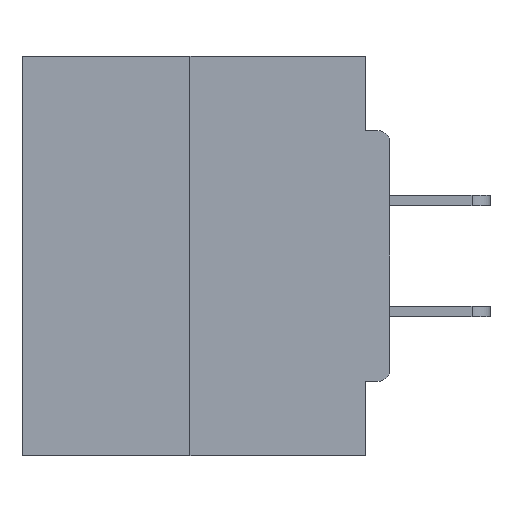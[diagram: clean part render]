
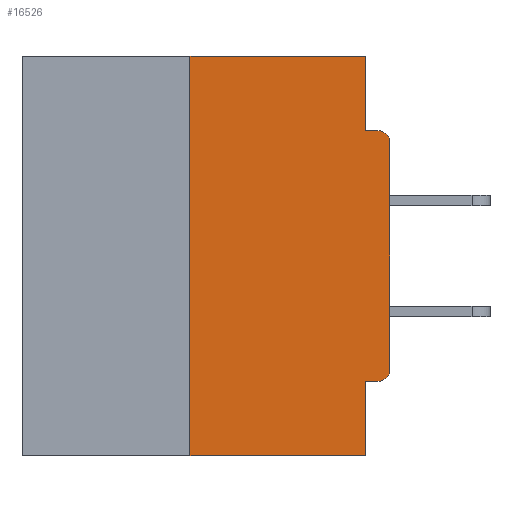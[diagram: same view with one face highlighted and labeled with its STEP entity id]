
A CAD part, left-side view. The second image highlights one B-rep face of the part: STEP entity #16526.
In plain terms, the highlighted planar face has unit normal (-1, 0, 0).
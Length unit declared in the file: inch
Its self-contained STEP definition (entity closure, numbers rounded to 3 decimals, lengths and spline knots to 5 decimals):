
#395 = VECTOR ( 'NONE', #31352, 39.37008 ) ;
#740 = DIRECTION ( 'NONE',  ( 0., -1., 0. ) ) ;
#1412 = EDGE_LOOP ( 'NONE', ( #37743, #9915, #17027, #22820, #1666, #32344, #23205, #36933, #24709, #9577 ) ) ;
#1566 = DIRECTION ( 'NONE',  ( 0., 1., 0. ) ) ;
#1666 = ORIENTED_EDGE ( 'NONE', *, *, #24843, .F. ) ;
#2076 = CARTESIAN_POINT ( 'NONE',  ( 0., 0.031, -0.5 ) ) ;
#2089 = VERTEX_POINT ( 'NONE', #7972 ) ;
#2911 = DIRECTION ( 'NONE',  ( 0., 0., 1. ) ) ;
#3112 = VECTOR ( 'NONE', #10804, 39.37008 ) ;
#3156 = CARTESIAN_POINT ( 'NONE',  ( 0., 0., -0.0935 ) ) ;
#3318 = VECTOR ( 'NONE', #1566, 39.37008 ) ;
#3588 = VERTEX_POINT ( 'NONE', #21279 ) ;
#3900 = EDGE_CURVE ( 'NONE', #26560, #14879, #24660, .T. ) ;
#5444 = AXIS2_PLACEMENT_3D ( 'NONE', #31956, #21160, #29944 ) ;
#5956 = DIRECTION ( 'NONE',  ( 0., 0., -1. ) ) ;
#6134 = LINE ( 'NONE', #32779, #23080 ) ;
#7723 = VECTOR ( 'NONE', #2911, 39.37008 ) ;
#7972 = CARTESIAN_POINT ( 'NONE',  ( 0., 0.031, 0. ) ) ;
#9577 = ORIENTED_EDGE ( 'NONE', *, *, #27345, .F. ) ;
#9651 = PLANE ( 'NONE',  #26909 ) ;
#9915 = ORIENTED_EDGE ( 'NONE', *, *, #3900, .F. ) ;
#10804 = DIRECTION ( 'NONE',  ( 0., -1., 0. ) ) ;
#10990 = CARTESIAN_POINT ( 'NONE',  ( 0., 0.46, 0. ) ) ;
#11641 = VECTOR ( 'NONE', #740, 39.37008 ) ;
#12171 = VERTEX_POINT ( 'NONE', #15351 ) ;
#12555 = DIRECTION ( 'NONE',  ( 0., 0., -1. ) ) ;
#12799 = LINE ( 'NONE', #2076, #395 ) ;
#12910 = CARTESIAN_POINT ( 'NONE',  ( 0., 0.031, -0.4065 ) ) ;
#13619 = CARTESIAN_POINT ( 'NONE',  ( 0., 0.46, -0.5 ) ) ;
#14663 = DIRECTION ( 'NONE',  ( 0., 0., 1. ) ) ;
#14668 = CARTESIAN_POINT ( 'NONE',  ( 0., 0.015, -0.3915 ) ) ;
#14879 = VERTEX_POINT ( 'NONE', #16794 ) ;
#15093 = CARTESIAN_POINT ( 'NONE',  ( 0., 0.25, -0.5 ) ) ;
#15280 = LINE ( 'NONE', #17474, #37620 ) ;
#15351 = CARTESIAN_POINT ( 'NONE',  ( 0., 0.015, -0.4065 ) ) ;
#15468 = VECTOR ( 'NONE', #36865, 39.37008 ) ;
#16526 = ADVANCED_FACE ( 'NONE', ( #20364 ), #9651, .F. ) ;
#16794 = CARTESIAN_POINT ( 'NONE',  ( 0., 0.25, 0. ) ) ;
#16912 = EDGE_CURVE ( 'NONE', #12171, #3588, #30413, .T. ) ;
#17027 = ORIENTED_EDGE ( 'NONE', *, *, #20921, .T. ) ;
#17341 = VERTEX_POINT ( 'NONE', #23034 ) ;
#17474 = CARTESIAN_POINT ( 'NONE',  ( 0., 0., 0. ) ) ;
#17783 = LINE ( 'NONE', #10990, #15468 ) ;
#17901 = DIRECTION ( 'NONE',  ( 0., 0., -1. ) ) ;
#18777 = CARTESIAN_POINT ( 'NONE',  ( 0., 0.015, -0.0935 ) ) ;
#20059 = EDGE_CURVE ( 'NONE', #33936, #29809, #30685, .T. ) ;
#20364 = FACE_OUTER_BOUND ( 'NONE', #1412, .T. ) ;
#20670 = DIRECTION ( 'NONE',  ( -1., 0., 0. ) ) ;
#20921 = EDGE_CURVE ( 'NONE', #26560, #17341, #30577, .T. ) ;
#21160 = DIRECTION ( 'NONE',  ( -1., 0., 0. ) ) ;
#21279 = CARTESIAN_POINT ( 'NONE',  ( 0., 0., -0.3915 ) ) ;
#21902 = VERTEX_POINT ( 'NONE', #12910 ) ;
#22820 = ORIENTED_EDGE ( 'NONE', *, *, #32257, .F. ) ;
#23034 = CARTESIAN_POINT ( 'NONE',  ( 0., 0.031, -0.5 ) ) ;
#23061 = LINE ( 'NONE', #3156, #11641 ) ;
#23080 = VECTOR ( 'NONE', #17901, 39.37008 ) ;
#23205 = ORIENTED_EDGE ( 'NONE', *, *, #24618, .T. ) ;
#24146 = EDGE_CURVE ( 'NONE', #27443, #29809, #23061, .T. ) ;
#24454 = CARTESIAN_POINT ( 'NONE',  ( 0., 0., -0.4065 ) ) ;
#24618 = EDGE_CURVE ( 'NONE', #3588, #33936, #15280, .T. ) ;
#24660 = LINE ( 'NONE', #26090, #7723 ) ;
#24688 = CARTESIAN_POINT ( 'NONE',  ( 0., 0., -0.1085 ) ) ;
#24709 = ORIENTED_EDGE ( 'NONE', *, *, #24146, .F. ) ;
#24843 = EDGE_CURVE ( 'NONE', #12171, #21902, #28482, .T. ) ;
#26090 = CARTESIAN_POINT ( 'NONE',  ( 0., 0.25, 0. ) ) ;
#26560 = VERTEX_POINT ( 'NONE', #15093 ) ;
#26909 = AXIS2_PLACEMENT_3D ( 'NONE', #32833, #30065, #12555 ) ;
#27345 = EDGE_CURVE ( 'NONE', #2089, #27443, #6134, .T. ) ;
#27443 = VERTEX_POINT ( 'NONE', #37466 ) ;
#28482 = LINE ( 'NONE', #24454, #3318 ) ;
#29809 = VERTEX_POINT ( 'NONE', #18777 ) ;
#29944 = DIRECTION ( 'NONE',  ( 0., 0., -1. ) ) ;
#30065 = DIRECTION ( 'NONE',  ( 1., 0., 0. ) ) ;
#30413 = CIRCLE ( 'NONE', #34952, 0.015 ) ;
#30577 = LINE ( 'NONE', #13619, #3112 ) ;
#30685 = CIRCLE ( 'NONE', #5444, 0.015 ) ;
#30805 = EDGE_CURVE ( 'NONE', #14879, #2089, #17783, .T. ) ;
#31352 = DIRECTION ( 'NONE',  ( 0., 0., -1. ) ) ;
#31956 = CARTESIAN_POINT ( 'NONE',  ( 0., 0.015, -0.1085 ) ) ;
#32257 = EDGE_CURVE ( 'NONE', #21902, #17341, #12799, .T. ) ;
#32344 = ORIENTED_EDGE ( 'NONE', *, *, #16912, .T. ) ;
#32779 = CARTESIAN_POINT ( 'NONE',  ( 0., 0.031, 0. ) ) ;
#32833 = CARTESIAN_POINT ( 'NONE',  ( 0., 0.46, 0. ) ) ;
#33936 = VERTEX_POINT ( 'NONE', #24688 ) ;
#34952 = AXIS2_PLACEMENT_3D ( 'NONE', #14668, #20670, #5956 ) ;
#36865 = DIRECTION ( 'NONE',  ( 0., -1., 0. ) ) ;
#36933 = ORIENTED_EDGE ( 'NONE', *, *, #20059, .T. ) ;
#37466 = CARTESIAN_POINT ( 'NONE',  ( 0., 0.031, -0.0935 ) ) ;
#37620 = VECTOR ( 'NONE', #14663, 39.37008 ) ;
#37743 = ORIENTED_EDGE ( 'NONE', *, *, #30805, .F. ) ;
